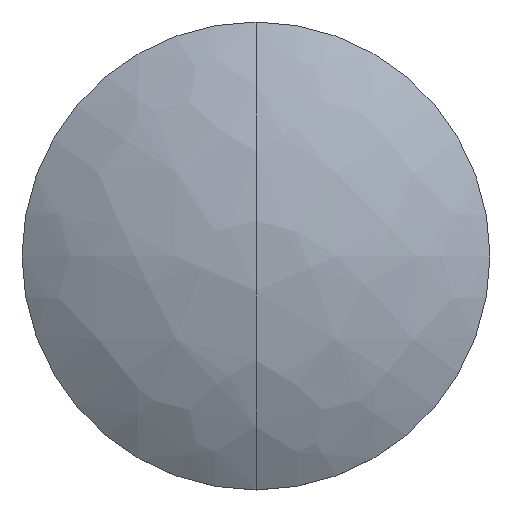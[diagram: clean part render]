
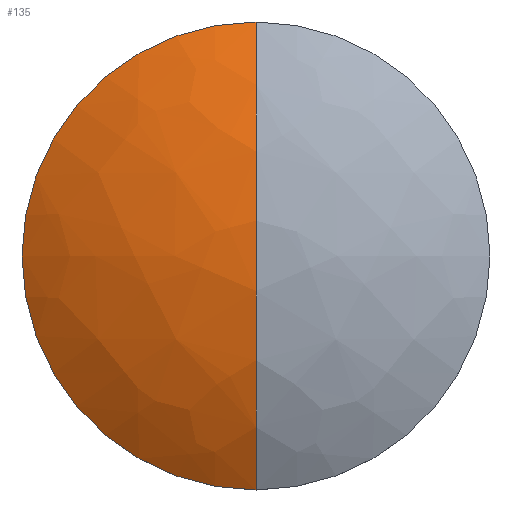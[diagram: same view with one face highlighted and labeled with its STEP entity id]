
A CAD part, top view. The second image highlights one B-rep face of the part: STEP entity #135.
In plain terms, the highlighted free-form (B-spline) face has degree [3, 3] with [4, 4] control points.
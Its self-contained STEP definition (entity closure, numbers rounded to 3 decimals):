
#4 = CARTESIAN_POINT ( 'NONE',  ( -21.816, 25.674, 2.203 ) ) ;
#5 = CARTESIAN_POINT ( 'NONE',  ( -9.59, -9.494, 18.282 ) ) ;
#16 =( BOUNDED_SURFACE ( )  B_SPLINE_SURFACE ( 3, 3, ( 
 ( #104, #144, #68, #36 ),
 ( #88, #5, #113, #53 ),
 ( #213, #111, #208, #148 ),
 ( #35, #85, #245, #4 ) ),
 .UNSPECIFIED., .F., .F., .T. ) 
 B_SPLINE_SURFACE_WITH_KNOTS ( ( 4, 4 ),
 ( 4, 4 ),
 ( 0., 1. ),
 ( 0., 1. ),
 .UNSPECIFIED. ) 
 GEOMETRIC_REPRESENTATION_ITEM ( )  RATIONAL_B_SPLINE_SURFACE ( (
 ( 1., 0.975, 0.975, 1.),
 ( 0.901, 0.879, 0.879, 0.901),
 ( 0.901, 0.879, 0.879, 0.901),
 ( 1., 0.975, 0.975, 1.) ) ) 
 REPRESENTATION_ITEM ( '' )  SURFACE ( )  );
#35 = CARTESIAN_POINT ( 'NONE',  ( 0., 25.674, 8.346 ) ) ;
#36 = CARTESIAN_POINT ( 'NONE',  ( -21.816, -25.674, 2.203 ) ) ;
#38 = CARTESIAN_POINT ( 'NONE',  ( 0., 0., -33.46 ) ) ;
#39 = ORIENTED_EDGE ( 'NONE', *, *, #49, .T. ) ;
#49 = EDGE_CURVE ( 'NONE', #107, #131, #146, .T. ) ;
#53 = CARTESIAN_POINT ( 'NONE',  ( -27.001, -9.494, 10.679 ) ) ;
#68 = CARTESIAN_POINT ( 'NONE',  ( -15.206, -25.674, 6.246 ) ) ;
#81 = ORIENTED_EDGE ( 'NONE', *, *, #172, .F. ) ;
#85 = CARTESIAN_POINT ( 'NONE',  ( -7.748, 25.674, 8.346 ) ) ;
#87 = DIRECTION ( 'NONE',  ( 0., 0., -1. ) ) ;
#88 = CARTESIAN_POINT ( 'NONE',  ( 0., -9.494, 18.282 ) ) ;
#95 = DIRECTION ( 'NONE',  ( 0., -1., 0. ) ) ;
#97 = CARTESIAN_POINT ( 'NONE',  ( 0., -25.4, 8.513 ) ) ;
#104 = CARTESIAN_POINT ( 'NONE',  ( 0., -25.674, 8.346 ) ) ;
#107 = VERTEX_POINT ( 'NONE', #97 ) ;
#111 = CARTESIAN_POINT ( 'NONE',  ( -9.59, 9.494, 18.282 ) ) ;
#113 = CARTESIAN_POINT ( 'NONE',  ( -18.82, -9.494, 15.683 ) ) ;
#119 = AXIS2_PLACEMENT_3D ( 'NONE', #38, #173, #95 ) ;
#121 = FACE_OUTER_BOUND ( 'NONE', #176, .T. ) ;
#131 = VERTEX_POINT ( 'NONE', #255 ) ;
#135 = ADVANCED_FACE ( 'NONE', ( #121 ), #16, .T. ) ;
#144 = CARTESIAN_POINT ( 'NONE',  ( -7.748, -25.674, 8.346 ) ) ;
#146 = CIRCLE ( 'NONE', #119, 49.06 ) ;
#148 = CARTESIAN_POINT ( 'NONE',  ( -27.001, 9.494, 10.679 ) ) ;
#172 = EDGE_CURVE ( 'NONE', #107, #131, #209, .T. ) ;
#173 = DIRECTION ( 'NONE',  ( -1., 0., 0. ) ) ;
#176 = EDGE_LOOP ( 'NONE', ( #81, #39 ) ) ;
#208 = CARTESIAN_POINT ( 'NONE',  ( -18.82, 9.494, 15.683 ) ) ;
#209 = CIRCLE ( 'NONE', #232, 25.4 ) ;
#212 = CARTESIAN_POINT ( 'NONE',  ( 0., 0., 8.513 ) ) ;
#213 = CARTESIAN_POINT ( 'NONE',  ( 0., 9.494, 18.282 ) ) ;
#228 = DIRECTION ( 'NONE',  ( 0., -1., 0. ) ) ;
#232 = AXIS2_PLACEMENT_3D ( 'NONE', #212, #87, #228 ) ;
#245 = CARTESIAN_POINT ( 'NONE',  ( -15.206, 25.674, 6.246 ) ) ;
#255 = CARTESIAN_POINT ( 'NONE',  ( 0., 25.4, 8.513 ) ) ;
